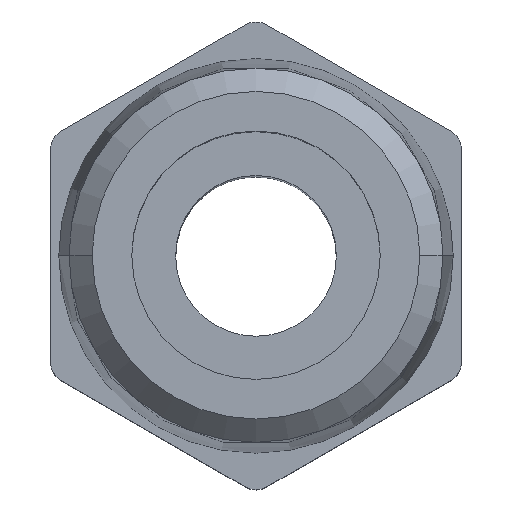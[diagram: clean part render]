
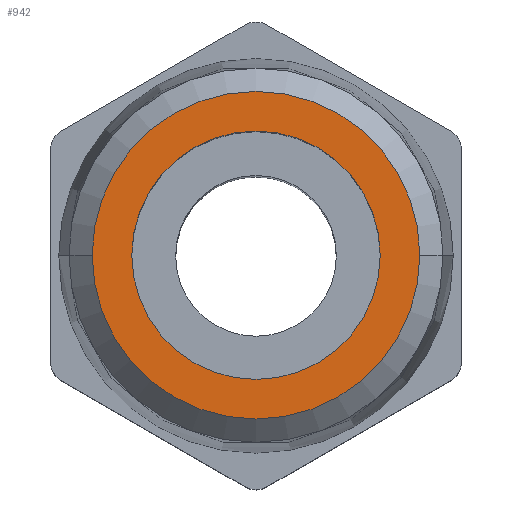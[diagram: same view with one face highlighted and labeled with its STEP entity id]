
A CAD part, top view. The second image highlights one B-rep face of the part: STEP entity #942.
In plain terms, the highlighted planar face has unit normal (0, 0, 1).
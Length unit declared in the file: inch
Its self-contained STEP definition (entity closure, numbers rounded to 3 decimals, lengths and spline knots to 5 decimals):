
#27 = VERTEX_POINT ( 'NONE', #640 ) ;
#30 = CARTESIAN_POINT ( 'NONE',  ( 0., 0., 0.61 ) ) ;
#74 = AXIS2_PLACEMENT_3D ( 'NONE', #30, #698, #124 ) ;
#76 = EDGE_CURVE ( 'NONE', #27, #798, #648, .T. ) ;
#86 = EDGE_LOOP ( 'NONE', ( #837, #639 ) ) ;
#120 = EDGE_CURVE ( 'NONE', #798, #27, #584, .T. ) ;
#124 = DIRECTION ( 'NONE',  ( 1., 0., 0. ) ) ;
#150 = DIRECTION ( 'NONE',  ( 0., 0., 1. ) ) ;
#152 = VERTEX_POINT ( 'NONE', #520 ) ;
#229 = EDGE_CURVE ( 'NONE', #713, #152, #380, .T. ) ;
#254 = DIRECTION ( 'NONE',  ( 0., 0., 1. ) ) ;
#327 = CARTESIAN_POINT ( 'NONE',  ( 0., 0., 0.61 ) ) ;
#380 = CIRCLE ( 'NONE', #620, 0.17 ) ;
#394 = PLANE ( 'NONE',  #991 ) ;
#400 = DIRECTION ( 'NONE',  ( 1., 0., 0. ) ) ;
#426 = DIRECTION ( 'NONE',  ( 1., 0., 0. ) ) ;
#484 = ORIENTED_EDGE ( 'NONE', *, *, #229, .F. ) ;
#520 = CARTESIAN_POINT ( 'NONE',  ( 0.17, 0., 0.61 ) ) ;
#577 = AXIS2_PLACEMENT_3D ( 'NONE', #890, #150, #720 ) ;
#584 = CIRCLE ( 'NONE', #962, 0.22423 ) ;
#620 = AXIS2_PLACEMENT_3D ( 'NONE', #817, #254, #922 ) ;
#639 = ORIENTED_EDGE ( 'NONE', *, *, #120, .T. ) ;
#640 = CARTESIAN_POINT ( 'NONE',  ( -0.22423, 0., 0.61 ) ) ;
#645 = FACE_BOUND ( 'NONE', #935, .T. ) ;
#648 = CIRCLE ( 'NONE', #577, 0.22423 ) ;
#698 = DIRECTION ( 'NONE',  ( 0., 0., 1. ) ) ;
#713 = VERTEX_POINT ( 'NONE', #803 ) ;
#720 = DIRECTION ( 'NONE',  ( 1., 0., 0. ) ) ;
#798 = VERTEX_POINT ( 'NONE', #1129 ) ;
#803 = CARTESIAN_POINT ( 'NONE',  ( -0.17, 0., 0.61 ) ) ;
#817 = CARTESIAN_POINT ( 'NONE',  ( 0., 0., 0.61 ) ) ;
#837 = ORIENTED_EDGE ( 'NONE', *, *, #76, .T. ) ;
#873 = CARTESIAN_POINT ( 'NONE',  ( 0., 0., 0.61 ) ) ;
#890 = CARTESIAN_POINT ( 'NONE',  ( 0., 0., 0.61 ) ) ;
#922 = DIRECTION ( 'NONE',  ( 1., 0., 0. ) ) ;
#935 = EDGE_LOOP ( 'NONE', ( #1031, #484 ) ) ;
#942 = ADVANCED_FACE ( 'NONE', ( #645, #1142 ), #394, .T. ) ;
#962 = AXIS2_PLACEMENT_3D ( 'NONE', #327, #995, #426 ) ;
#970 = DIRECTION ( 'NONE',  ( 0., 0., 1. ) ) ;
#991 = AXIS2_PLACEMENT_3D ( 'NONE', #873, #970, #400 ) ;
#993 = EDGE_CURVE ( 'NONE', #152, #713, #1081, .T. ) ;
#995 = DIRECTION ( 'NONE',  ( 0., 0., 1. ) ) ;
#1031 = ORIENTED_EDGE ( 'NONE', *, *, #993, .F. ) ;
#1081 = CIRCLE ( 'NONE', #74, 0.17 ) ;
#1129 = CARTESIAN_POINT ( 'NONE',  ( 0.22423, 0., 0.61 ) ) ;
#1142 = FACE_OUTER_BOUND ( 'NONE', #86, .T. ) ;
